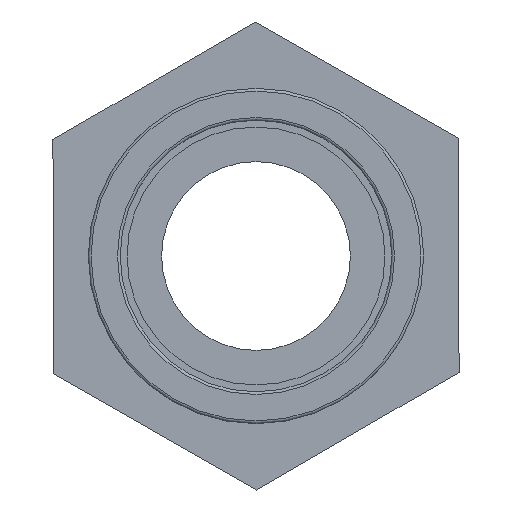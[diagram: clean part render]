
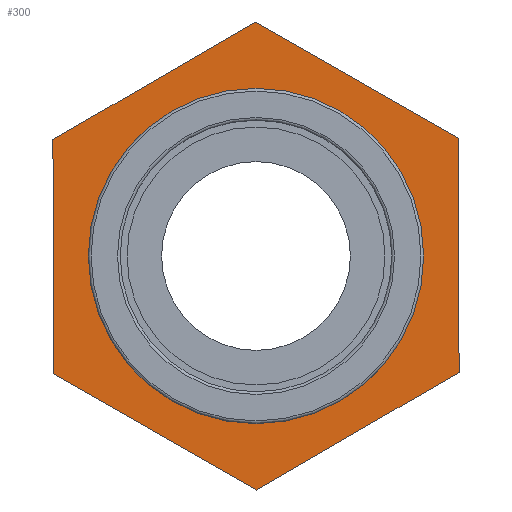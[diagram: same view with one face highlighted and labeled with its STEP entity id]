
A CAD part, left-side view. The second image highlights one B-rep face of the part: STEP entity #300.
In plain terms, the highlighted planar face has unit normal (-1, 0, 0).
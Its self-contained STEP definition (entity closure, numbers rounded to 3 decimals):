
#34=FACE_BOUND('',#109,.T.);
#46=CIRCLE('',#330,14.892);
#73=FACE_OUTER_BOUND('',#108,.T.);
#108=EDGE_LOOP('',(#261,#262,#263,#264,#265,#266));
#109=EDGE_LOOP('',(#267));
#112=LINE('',#436,#130);
#116=LINE('',#443,#134);
#119=LINE('',#449,#137);
#122=LINE('',#457,#140);
#125=LINE('',#461,#143);
#127=LINE('',#464,#145);
#130=VECTOR('',#344,20.785);
#134=VECTOR('',#350,20.785);
#137=VECTOR('',#355,20.785);
#140=VECTOR('',#360,20.785);
#143=VECTOR('',#365,20.785);
#145=VECTOR('',#369,20.785);
#148=VERTEX_POINT('',#433);
#149=VERTEX_POINT('',#435);
#151=VERTEX_POINT('',#441);
#153=VERTEX_POINT('',#447);
#156=VERTEX_POINT('',#454);
#157=VERTEX_POINT('',#456);
#169=VERTEX_POINT('',#497);
#174=EDGE_CURVE('',#148,#149,#112,.T.);
#178=EDGE_CURVE('',#151,#148,#116,.T.);
#181=EDGE_CURVE('',#153,#151,#119,.T.);
#184=EDGE_CURVE('',#156,#157,#122,.T.);
#187=EDGE_CURVE('',#149,#156,#125,.T.);
#189=EDGE_CURVE('',#157,#153,#127,.T.);
#201=EDGE_CURVE('',#169,#169,#46,.T.);
#261=ORIENTED_EDGE('',*,*,#174,.F.);
#262=ORIENTED_EDGE('',*,*,#178,.F.);
#263=ORIENTED_EDGE('',*,*,#181,.F.);
#264=ORIENTED_EDGE('',*,*,#189,.F.);
#265=ORIENTED_EDGE('',*,*,#184,.F.);
#266=ORIENTED_EDGE('',*,*,#187,.F.);
#267=ORIENTED_EDGE('',*,*,#201,.F.);
#279=PLANE('',#337);
#300=ADVANCED_FACE('',(#73,#34),#279,.T.);
#330=AXIS2_PLACEMENT_3D('',#498,#412,#413);
#337=AXIS2_PLACEMENT_3D('',#507,#426,#427);
#344=DIRECTION('',(0.,-0.004,-1.));
#350=DIRECTION('',(0.,-0.868,-0.497));
#355=DIRECTION('',(0.,-0.864,0.503));
#360=DIRECTION('',(0.,0.868,0.497));
#365=DIRECTION('',(0.,0.864,-0.503));
#369=DIRECTION('',(0.,0.004,1.));
#412=DIRECTION('center_axis',(-1.,0.,0.));
#413=DIRECTION('ref_axis',(0.,0.,1.));
#426=DIRECTION('center_axis',(-1.,0.,0.));
#427=DIRECTION('ref_axis',(0.,0.,1.));
#433=CARTESIAN_POINT('',(-6.,-17.963,10.457));
#435=CARTESIAN_POINT('',(-6.,-18.037,-10.328));
#436=CARTESIAN_POINT('',(-6.,-17.963,10.457));
#441=CARTESIAN_POINT('',(-6.,0.074,20.784));
#443=CARTESIAN_POINT('',(-6.,0.074,20.784));
#447=CARTESIAN_POINT('',(-6.,18.037,10.328));
#449=CARTESIAN_POINT('',(-6.,18.037,10.328));
#454=CARTESIAN_POINT('',(-6.,-0.074,-20.784));
#456=CARTESIAN_POINT('',(-6.,17.963,-10.457));
#457=CARTESIAN_POINT('',(-6.,-0.074,-20.784));
#461=CARTESIAN_POINT('',(-6.,-18.037,-10.328));
#464=CARTESIAN_POINT('',(-6.,17.963,-10.457));
#497=CARTESIAN_POINT('',(-6.,-14.892,0.));
#498=CARTESIAN_POINT('Origin',(-6.,0.,
0.));
#507=CARTESIAN_POINT('Origin',(-6.,-14.892,0.));
